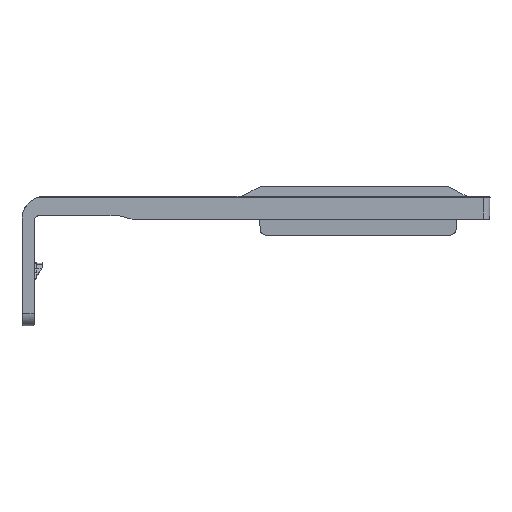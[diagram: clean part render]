
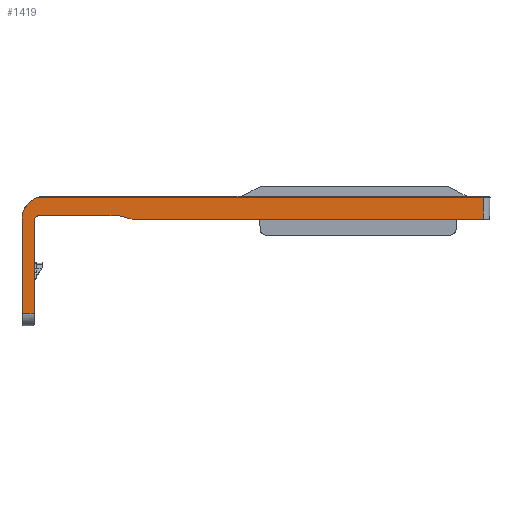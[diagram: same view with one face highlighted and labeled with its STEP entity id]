
A CAD part, left-side view. The second image highlights one B-rep face of the part: STEP entity #1419.
In plain terms, the highlighted planar face has unit normal (-1, 0, -0.005).
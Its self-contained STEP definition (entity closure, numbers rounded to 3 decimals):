
#899=PLANE('',#15641);
#1419=ADVANCED_FACE('',(#2369),#899,.F.);
#2369=FACE_OUTER_BOUND('',#3196,.T.);
#3196=EDGE_LOOP('',(#7458,#7459,#7460,#7461,#7462,#7463,#7464,#7465,#7466,
#7467));
#3957=LINE('',#20847,#5475);
#4171=LINE('',#21824,#5689);
#4200=LINE('',#21932,#5718);
#4201=LINE('',#21938,#5719);
#4202=LINE('',#21940,#5720);
#4203=LINE('',#21942,#5721);
#4204=LINE('',#21943,#5722);
#4205=LINE('',#21945,#5723);
#5475=VECTOR('',#16765,1.);
#5689=VECTOR('',#17247,1.);
#5718=VECTOR('',#17332,1.);
#5719=VECTOR('',#17339,1.);
#5720=VECTOR('',#17340,1.);
#5721=VECTOR('',#17341,1.);
#5722=VECTOR('',#17342,1.);
#5723=VECTOR('',#17343,1.);
#7458=ORIENTED_EDGE('',*,*,#13309,.F.);
#7459=ORIENTED_EDGE('',*,*,#13310,.F.);
#7460=ORIENTED_EDGE('',*,*,#13311,.T.);
#7461=ORIENTED_EDGE('',*,*,#13312,.F.);
#7462=ORIENTED_EDGE('',*,*,#12954,.T.);
#7463=ORIENTED_EDGE('',*,*,#12956,.F.);
#7464=ORIENTED_EDGE('',*,*,#13313,.T.);
#7465=ORIENTED_EDGE('',*,*,#13314,.F.);
#7466=ORIENTED_EDGE('',*,*,#13307,.T.);
#7467=ORIENTED_EDGE('',*,*,#13264,.T.);
#11535=VERTEX_POINT('',#20842);
#11536=VERTEX_POINT('',#20844);
#11537=VERTEX_POINT('',#20848);
#11761=VERTEX_POINT('',#21816);
#11765=VERTEX_POINT('',#21823);
#11785=VERTEX_POINT('',#21933);
#11786=VERTEX_POINT('',#21937);
#11787=VERTEX_POINT('',#21939);
#11788=VERTEX_POINT('',#21941);
#11789=VERTEX_POINT('',#21944);
#12954=EDGE_CURVE('',#11536,#11535,#15226,.T.);
#12956=EDGE_CURVE('',#11537,#11535,#3957,.T.);
#13264=EDGE_CURVE('',#11761,#11765,#4171,.T.);
#13307=EDGE_CURVE('',#11785,#11761,#4200,.T.);
#13309=EDGE_CURVE('',#11786,#11765,#15252,.T.);
#13310=EDGE_CURVE('',#11787,#11786,#4201,.T.);
#13311=EDGE_CURVE('',#11787,#11788,#4202,.T.);
#13312=EDGE_CURVE('',#11536,#11788,#4203,.T.);
#13313=EDGE_CURVE('',#11537,#11789,#4204,.T.);
#13314=EDGE_CURVE('',#11785,#11789,#4205,.T.);
#15226=ELLIPSE('',#15474,0.5,0.5);
#15252=ELLIPSE('',#15640,3.5,3.5);
#15474=AXIS2_PLACEMENT_3D('',#20843,#16760,#16761);
#15640=AXIS2_PLACEMENT_3D('',#21936,#17337,#17338);
#15641=AXIS2_PLACEMENT_3D('',#21946,#17344,#17345);
#16760=DIRECTION('',(1.,0.,0.005));
#16761=DIRECTION('',(-0.005,0.,1.));
#16765=DIRECTION('',(0.,1.,0.));
#17247=DIRECTION('',(0.,1.,0.));
#17332=DIRECTION('',(-0.005,-0.017,1.));
#17337=DIRECTION('',(1.,0.,0.005));
#17338=DIRECTION('',(-0.005,0.,1.));
#17339=DIRECTION('',(-0.005,0.009,1.));
#17340=DIRECTION('',(0.,-1.,0.));
#17341=DIRECTION('',(0.005,0.009,-1.));
#17342=DIRECTION('',(0.001,-0.97,-0.243));
#17343=DIRECTION('',(0.,1.,0.));
#17344=DIRECTION('',(1.,0.,0.005));
#17345=DIRECTION('',(0.005,0.,-1.));
#20842=CARTESIAN_POINT('',(-27.484,-3.196,0.));
#20843=CARTESIAN_POINT('',(-27.482,-3.196,-0.5));
#20844=CARTESIAN_POINT('',(-27.482,-2.696,-0.496));
#20847=CARTESIAN_POINT('',(-27.484,0.,0.));
#20848=CARTESIAN_POINT('',(-27.484,-15.7,0.));
#21816=CARTESIAN_POINT('',(-27.499,-72.,2.8));
#21823=CARTESIAN_POINT('',(-27.499,-3.033,2.8));
#21824=CARTESIAN_POINT('',(-27.499,-38.6,2.8));
#21932=CARTESIAN_POINT('',(-27.497,-71.993,2.417));
#21933=CARTESIAN_POINT('',(-27.482,-71.942,-0.5));
#21936=CARTESIAN_POINT('',(-27.482,-4.2,-0.5));
#21937=CARTESIAN_POINT('',(-27.482,-0.7,-0.531));
#21938=CARTESIAN_POINT('',(-27.483,-0.698,-0.288));
#21939=CARTESIAN_POINT('',(-27.406,-0.826,-15.01));
#21940=CARTESIAN_POINT('',(-27.406,-38.6,-15.01));
#21941=CARTESIAN_POINT('',(-27.406,-2.569,-15.01));
#21942=CARTESIAN_POINT('',(-27.484,-2.699,-0.144));
#21943=CARTESIAN_POINT('',(-27.457,-36.547,-5.212));
#21944=CARTESIAN_POINT('',(-27.482,-17.7,-0.5));
#21945=CARTESIAN_POINT('',(-27.482,0.,-0.5));
#21946=CARTESIAN_POINT('',(-27.5,-38.6,3.));
